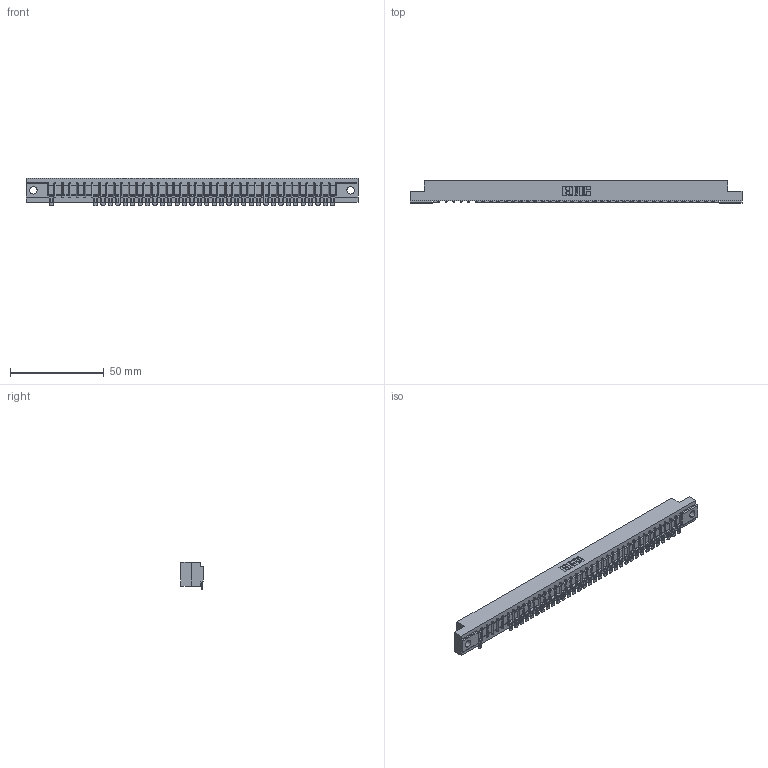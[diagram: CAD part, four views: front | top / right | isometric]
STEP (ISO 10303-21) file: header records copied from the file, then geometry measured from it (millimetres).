
FILE_DESCRIPTION (( 'STEP AP203' ), '1' );
FILE_NAME ('357-039-554-102.STEP', '2018-08-11T04:28:25', ( '' ), ( '' ), 'SwSTEP 2.0', 'SolidWorks 2016', '' );
FILE_SCHEMA (( 'CONFIG_CONTROL_DESIGN' ));
Length unit declared in the file: inch
Products named in the file (3): 307 Part_.128 Dia Mounting Holes; 307-290-002_554; 357-039-554-102
Assembly tree (35 placements, depth 2):
  357-039-554-102
    307 Part_.128 Dia Mounting Holes
    307-290-002_554  x34
Bounding box: 177.55 x 12.01 x 14.52 mm (x, y, z)
Volume: 18757 mm3; surface area: 22526.1 mm2
Topology: 35 solids, 35 shells, 3012 faces, 9245 edges, 6054 vertices
Faces by surface type: plane 1694, cylinder 1238, sphere 80
Entity records: 34611 total; most frequent: CARTESIAN_POINT 5861, ORIENTED_EDGE 5856, DIRECTION 5696, EDGE_CURVE 2928, LINE 2234, VECTOR 2234, VERTEX_POINT 1896, AXIS2_PLACEMENT_3D 1731
